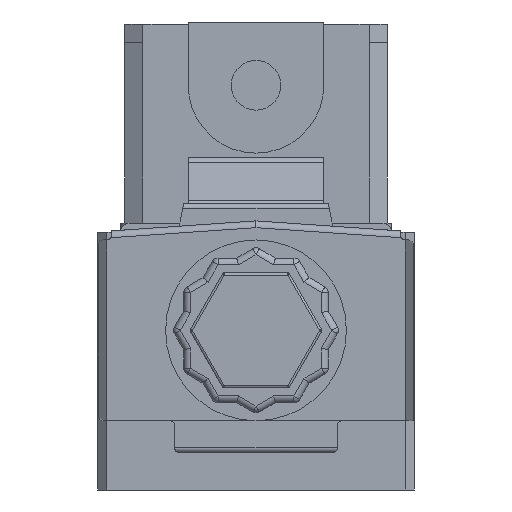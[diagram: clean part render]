
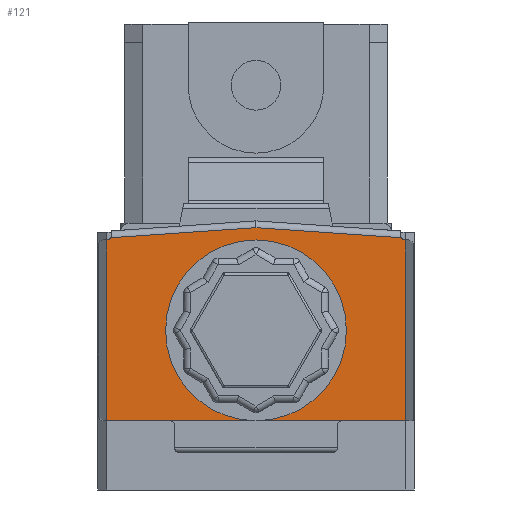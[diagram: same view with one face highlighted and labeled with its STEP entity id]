
A CAD part, left-side view. The second image highlights one B-rep face of the part: STEP entity #121.
In plain terms, the highlighted planar face has unit normal (-1, 0, 0).
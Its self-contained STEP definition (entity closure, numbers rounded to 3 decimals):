
#121 = ADVANCED_FACE ( 'NONE', ( #11227 ), #4830, .T. ) ;
#290 = EDGE_LOOP ( 'NONE', ( #4993, #21940, #16091, #4374, #3512, #6482, #6126, #13554, #16131, #455 ) ) ;
#301 = CARTESIAN_POINT ( 'NONE',  ( -93.5, 33., -32.2 ) ) ;
#455 = ORIENTED_EDGE ( 'NONE', *, *, #10538, .T. ) ;
#911 = VERTEX_POINT ( 'NONE', #23033 ) ;
#1712 = AXIS2_PLACEMENT_3D ( 'NONE', #6728, #16937, #12955 ) ;
#1786 = CARTESIAN_POINT ( 'NONE',  ( -93.5, 34.75, -14.2 ) ) ;
#2013 = VERTEX_POINT ( 'NONE', #17060 ) ;
#2220 = DIRECTION ( 'NONE',  ( 0., 0., 1. ) ) ;
#2506 = DIRECTION ( 'NONE',  ( 0., -1., 0. ) ) ;
#2839 = VECTOR ( 'NONE', #19841, 1000. ) ;
#2851 = DIRECTION ( 'NONE',  ( 0., 0., 1. ) ) ;
#3361 = AXIS2_PLACEMENT_3D ( 'NONE', #10363, #10241, #18978 ) ;
#3512 = ORIENTED_EDGE ( 'NONE', *, *, #15361, .F. ) ;
#4192 = CARTESIAN_POINT ( 'NONE',  ( -93.5, -33., 26.8 ) ) ;
#4238 = VERTEX_POINT ( 'NONE', #23653 ) ;
#4374 = ORIENTED_EDGE ( 'NONE', *, *, #22974, .T. ) ;
#4830 = PLANE ( 'NONE',  #26591 ) ;
#4858 = LINE ( 'NONE', #301, #16361 ) ;
#4993 = ORIENTED_EDGE ( 'NONE', *, *, #7871, .T. ) ;
#5247 = CARTESIAN_POINT ( 'NONE',  ( -93.5, -33., 25.8 ) ) ;
#5662 = CIRCLE ( 'NONE', #14765, 1. ) ;
#6126 = ORIENTED_EDGE ( 'NONE', *, *, #17527, .T. ) ;
#6374 = DIRECTION ( 'NONE',  ( 1., 0., 0. ) ) ;
#6392 = CARTESIAN_POINT ( 'NONE',  ( -93.5, 0., 25.8 ) ) ;
#6405 = CIRCLE ( 'NONE', #3361, 1. ) ;
#6482 = ORIENTED_EDGE ( 'NONE', *, *, #19381, .T. ) ;
#6485 = AXIS2_PLACEMENT_3D ( 'NONE', #16355, #8712, #2506 ) ;
#6532 = CARTESIAN_POINT ( 'NONE',  ( -93.5, -32.142, 26.287 ) ) ;
#6632 = VECTOR ( 'NONE', #2220, 1000. ) ;
#6728 = CARTESIAN_POINT ( 'NONE',  ( -93.5, 0., 5.8 ) ) ;
#7736 = EDGE_CURVE ( 'NONE', #4238, #2013, #11534, .T. ) ;
#7871 = EDGE_CURVE ( 'NONE', #16677, #18826, #5662, .T. ) ;
#8419 = VERTEX_POINT ( 'NONE', #18982 ) ;
#8712 = DIRECTION ( 'NONE',  ( 1., 0., 0. ) ) ;
#9047 = DIRECTION ( 'NONE',  ( 0., 1., 0. ) ) ;
#9326 = DIRECTION ( 'NONE',  ( -1., 0., 0. ) ) ;
#10241 = DIRECTION ( 'NONE',  ( 1., 0., 0. ) ) ;
#10363 = CARTESIAN_POINT ( 'NONE',  ( -93.5, 33., 26.8 ) ) ;
#10538 = EDGE_CURVE ( 'NONE', #2013, #16677, #18828, .T. ) ;
#11227 = FACE_OUTER_BOUND ( 'NONE', #290, .T. ) ;
#11380 = LINE ( 'NONE', #17269, #16336 ) ;
#11534 = LINE ( 'NONE', #1786, #23049 ) ;
#12512 = CARTESIAN_POINT ( 'NONE',  ( -93.5, -33., -32.2 ) ) ;
#12735 = DIRECTION ( 'NONE',  ( 0., 0., 1. ) ) ;
#12955 = DIRECTION ( 'NONE',  ( 0., -1., 0. ) ) ;
#13146 = DIRECTION ( 'NONE',  ( 0., 0.998, -0.069 ) ) ;
#13148 = EDGE_CURVE ( 'NONE', #18826, #22274, #17790, .T. ) ;
#13554 = ORIENTED_EDGE ( 'NONE', *, *, #25253, .T. ) ;
#13669 = CARTESIAN_POINT ( 'NONE',  ( -93.5, 0., 5.8 ) ) ;
#14765 = AXIS2_PLACEMENT_3D ( 'NONE', #4192, #6374, #12735 ) ;
#14821 = CARTESIAN_POINT ( 'NONE',  ( -93.5, 33., -14.2 ) ) ;
#14873 = VERTEX_POINT ( 'NONE', #14821 ) ;
#15331 = VERTEX_POINT ( 'NONE', #6392 ) ;
#15361 = EDGE_CURVE ( 'NONE', #14873, #8419, #4858, .T. ) ;
#16091 = ORIENTED_EDGE ( 'NONE', *, *, #22032, .T. ) ;
#16131 = ORIENTED_EDGE ( 'NONE', *, *, #7736, .T. ) ;
#16336 = VECTOR ( 'NONE', #13146, 1000. ) ;
#16355 = CARTESIAN_POINT ( 'NONE',  ( -93.5, 0., 5.8 ) ) ;
#16361 = VECTOR ( 'NONE', #2851, 1000. ) ;
#16677 = VERTEX_POINT ( 'NONE', #5247 ) ;
#16937 = DIRECTION ( 'NONE',  ( 1., 0., 0. ) ) ;
#17060 = CARTESIAN_POINT ( 'NONE',  ( -93.5, -33., -14.2 ) ) ;
#17269 = CARTESIAN_POINT ( 'NONE',  ( -93.5, 31.896, 26.304 ) ) ;
#17378 = CARTESIAN_POINT ( 'NONE',  ( -93.5, 0.104, 28.518 ) ) ;
#17527 = EDGE_CURVE ( 'NONE', #4238, #15331, #21685, .T. ) ;
#17623 = VECTOR ( 'NONE', #22270, 1000. ) ;
#17790 = LINE ( 'NONE', #17378, #2839 ) ;
#18826 = VERTEX_POINT ( 'NONE', #6532 ) ;
#18828 = LINE ( 'NONE', #12512, #6632 ) ;
#18890 = CARTESIAN_POINT ( 'NONE',  ( -93.5, 0., 28.511 ) ) ;
#18978 = DIRECTION ( 'NONE',  ( 0., 0., 1. ) ) ;
#18982 = CARTESIAN_POINT ( 'NONE',  ( -93.5, 33., 25.8 ) ) ;
#19381 = EDGE_CURVE ( 'NONE', #14873, #4238, #20391, .T. ) ;
#19841 = DIRECTION ( 'NONE',  ( 0., 0.998, 0.069 ) ) ;
#20391 = LINE ( 'NONE', #24566, #17623 ) ;
#21685 = CIRCLE ( 'NONE', #1712, 20. ) ;
#21940 = ORIENTED_EDGE ( 'NONE', *, *, #13148, .T. ) ;
#22032 = EDGE_CURVE ( 'NONE', #22274, #911, #11380, .T. ) ;
#22270 = DIRECTION ( 'NONE',  ( 0., -1., 0. ) ) ;
#22274 = VERTEX_POINT ( 'NONE', #18890 ) ;
#22309 = DIRECTION ( 'NONE',  ( 0., -1., 0. ) ) ;
#22974 = EDGE_CURVE ( 'NONE', #911, #8419, #6405, .T. ) ;
#23033 = CARTESIAN_POINT ( 'NONE',  ( -93.5, 32.142, 26.287 ) ) ;
#23049 = VECTOR ( 'NONE', #22309, 1000. ) ;
#23653 = CARTESIAN_POINT ( 'NONE',  ( -93.5, 0., -14.2 ) ) ;
#24566 = CARTESIAN_POINT ( 'NONE',  ( -93.5, 34.75, -14.2 ) ) ;
#25253 = EDGE_CURVE ( 'NONE', #15331, #4238, #25603, .T. ) ;
#25603 = CIRCLE ( 'NONE', #6485, 20. ) ;
#26591 = AXIS2_PLACEMENT_3D ( 'NONE', #13669, #9326, #9047 ) ;
